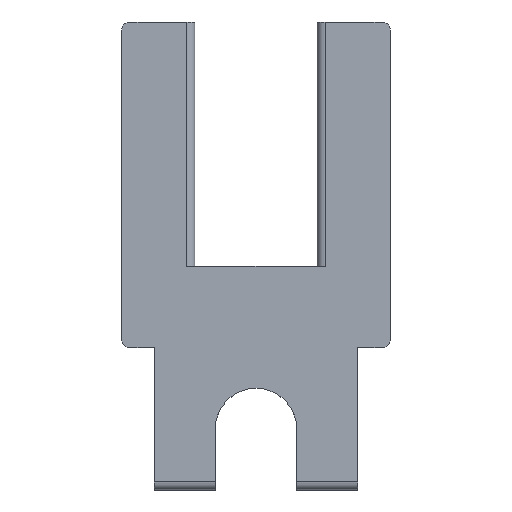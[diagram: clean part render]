
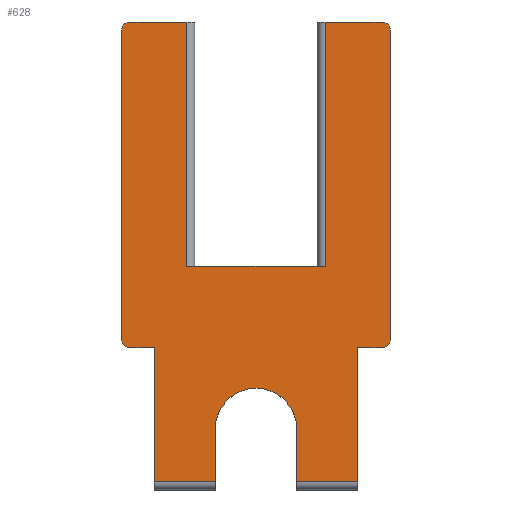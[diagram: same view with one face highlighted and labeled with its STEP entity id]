
A CAD part, top view. The second image highlights one B-rep face of the part: STEP entity #628.
In plain terms, the highlighted planar face has unit normal (0, 0, 1).
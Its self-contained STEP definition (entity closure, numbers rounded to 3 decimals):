
#25=PLANE('',#692);
#47=FACE_OUTER_BOUND('',#81,.T.);
#81=EDGE_LOOP('',(#460,#461,#462,#463,#464,#465,#466,#467,#468,#469,#470,
#471,#472,#473,#474,#475,#476,#477,#478,#479));
#122=CIRCLE('',#693,10.);
#123=CIRCLE('',#694,2.);
#124=CIRCLE('',#695,2.);
#125=CIRCLE('',#696,2.);
#126=CIRCLE('',#697,2.);
#152=LINE('',#959,#212);
#161=LINE('',#991,#221);
#163=LINE('',#995,#223);
#165=LINE('',#999,#225);
#166=LINE('',#1003,#226);
#167=LINE('',#1004,#227);
#168=LINE('',#1006,#228);
#169=LINE('',#1010,#229);
#170=LINE('',#1014,#230);
#171=LINE('',#1016,#231);
#172=LINE('',#1018,#232);
#173=LINE('',#1020,#233);
#174=LINE('',#1022,#234);
#175=LINE('',#1026,#235);
#176=LINE('',#1029,#236);
#212=VECTOR('',#763,10.);
#221=VECTOR('',#794,10.);
#223=VECTOR('',#798,10.);
#225=VECTOR('',#802,10.);
#226=VECTOR('',#805,10.);
#227=VECTOR('',#806,10.);
#228=VECTOR('',#807,10.);
#229=VECTOR('',#810,10.);
#230=VECTOR('',#813,10.);
#231=VECTOR('',#814,10.);
#232=VECTOR('',#815,10.);
#233=VECTOR('',#816,10.);
#234=VECTOR('',#817,10.);
#235=VECTOR('',#820,10.);
#236=VECTOR('',#823,10.);
#272=VERTEX_POINT('',#956);
#273=VERTEX_POINT('',#958);
#282=VERTEX_POINT('',#984);
#285=VERTEX_POINT('',#989);
#286=VERTEX_POINT('',#994);
#287=VERTEX_POINT('',#998);
#288=VERTEX_POINT('',#1000);
#289=VERTEX_POINT('',#1002);
#290=VERTEX_POINT('',#1005);
#291=VERTEX_POINT('',#1007);
#292=VERTEX_POINT('',#1009);
#293=VERTEX_POINT('',#1011);
#294=VERTEX_POINT('',#1013);
#295=VERTEX_POINT('',#1015);
#296=VERTEX_POINT('',#1017);
#297=VERTEX_POINT('',#1019);
#298=VERTEX_POINT('',#1021);
#299=VERTEX_POINT('',#1023);
#300=VERTEX_POINT('',#1025);
#301=VERTEX_POINT('',#1027);
#337=EDGE_CURVE('',#273,#272,#152,.T.);
#353=EDGE_CURVE('',#285,#282,#161,.T.);
#355=EDGE_CURVE('',#286,#282,#163,.T.);
#357=EDGE_CURVE('',#285,#287,#165,.T.);
#358=EDGE_CURVE('',#287,#288,#122,.T.);
#359=EDGE_CURVE('',#288,#289,#166,.T.);
#360=EDGE_CURVE('',#273,#289,#167,.T.);
#361=EDGE_CURVE('',#272,#290,#168,.T.);
#362=EDGE_CURVE('',#291,#290,#123,.T.);
#363=EDGE_CURVE('',#291,#292,#169,.T.);
#364=EDGE_CURVE('',#293,#292,#124,.T.);
#365=EDGE_CURVE('',#293,#294,#170,.T.);
#366=EDGE_CURVE('',#295,#294,#171,.T.);
#367=EDGE_CURVE('',#295,#296,#172,.T.);
#368=EDGE_CURVE('',#297,#296,#173,.T.);
#369=EDGE_CURVE('',#297,#298,#174,.T.);
#370=EDGE_CURVE('',#299,#298,#125,.T.);
#371=EDGE_CURVE('',#299,#300,#175,.T.);
#372=EDGE_CURVE('',#301,#300,#126,.T.);
#373=EDGE_CURVE('',#301,#286,#176,.T.);
#460=ORIENTED_EDGE('',*,*,#353,.F.);
#461=ORIENTED_EDGE('',*,*,#357,.T.);
#462=ORIENTED_EDGE('',*,*,#358,.T.);
#463=ORIENTED_EDGE('',*,*,#359,.T.);
#464=ORIENTED_EDGE('',*,*,#360,.F.);
#465=ORIENTED_EDGE('',*,*,#337,.T.);
#466=ORIENTED_EDGE('',*,*,#361,.T.);
#467=ORIENTED_EDGE('',*,*,#362,.F.);
#468=ORIENTED_EDGE('',*,*,#363,.T.);
#469=ORIENTED_EDGE('',*,*,#364,.F.);
#470=ORIENTED_EDGE('',*,*,#365,.T.);
#471=ORIENTED_EDGE('',*,*,#366,.F.);
#472=ORIENTED_EDGE('',*,*,#367,.T.);
#473=ORIENTED_EDGE('',*,*,#368,.F.);
#474=ORIENTED_EDGE('',*,*,#369,.T.);
#475=ORIENTED_EDGE('',*,*,#370,.F.);
#476=ORIENTED_EDGE('',*,*,#371,.T.);
#477=ORIENTED_EDGE('',*,*,#372,.F.);
#478=ORIENTED_EDGE('',*,*,#373,.T.);
#479=ORIENTED_EDGE('',*,*,#355,.T.);
#628=ADVANCED_FACE('',(#47),#25,.T.);
#692=AXIS2_PLACEMENT_3D('',#997,#800,#801);
#693=AXIS2_PLACEMENT_3D('',#1001,#803,#804);
#694=AXIS2_PLACEMENT_3D('',#1008,#808,#809);
#695=AXIS2_PLACEMENT_3D('',#1012,#811,#812);
#696=AXIS2_PLACEMENT_3D('',#1024,#818,#819);
#697=AXIS2_PLACEMENT_3D('',#1028,#821,#822);
#763=DIRECTION('',(0.,1.,0.));
#794=DIRECTION('',(-1.,0.,0.));
#798=DIRECTION('',(0.,-1.,0.));
#800=DIRECTION('center_axis',(0.,0.,1.));
#801=DIRECTION('ref_axis',(1.,0.,0.));
#802=DIRECTION('',(0.,1.,0.));
#803=DIRECTION('center_axis',(0.,0.,-1.));
#804=DIRECTION('ref_axis',(1.,0.,0.));
#805=DIRECTION('',(0.,-1.,0.));
#806=DIRECTION('',(-1.,0.,0.));
#807=DIRECTION('',(1.,0.,0.));
#808=DIRECTION('center_axis',(0.,0.,-1.));
#809=DIRECTION('ref_axis',(0.707,-0.707,0.));
#810=DIRECTION('',(0.,1.,0.));
#811=DIRECTION('center_axis',(0.,0.,-1.));
#812=DIRECTION('ref_axis',(0.707,0.707,0.));
#813=DIRECTION('',(-1.,0.,0.));
#814=DIRECTION('',(0.,1.,0.));
#815=DIRECTION('',(-1.,0.,0.));
#816=DIRECTION('',(0.,-1.,0.));
#817=DIRECTION('',(-1.,0.,0.));
#818=DIRECTION('center_axis',(0.,0.,-1.));
#819=DIRECTION('ref_axis',(-0.707,0.707,0.));
#820=DIRECTION('',(0.,-1.,0.));
#821=DIRECTION('center_axis',(0.,0.,-1.));
#822=DIRECTION('ref_axis',(-0.707,-0.707,0.));
#823=DIRECTION('',(1.,0.,0.));
#956=CARTESIAN_POINT('',(58.,0.,30.));
#958=CARTESIAN_POINT('',(58.,-33.,30.));
#959=CARTESIAN_POINT('',(58.,0.,30.));
#984=CARTESIAN_POINT('',(8.,-33.,30.));
#989=CARTESIAN_POINT('',(23.,-33.,30.));
#991=CARTESIAN_POINT('',(20.5,-33.,30.));
#994=CARTESIAN_POINT('',(8.,0.,30.));
#995=CARTESIAN_POINT('',(8.,-35.,30.));
#997=CARTESIAN_POINT('Origin',(33.,24.165,30.));
#998=CARTESIAN_POINT('',(23.,-20.,30.));
#999=CARTESIAN_POINT('',(23.,-20.,30.));
#1000=CARTESIAN_POINT('',(43.,-20.,30.));
#1001=CARTESIAN_POINT('Origin',(33.,-20.,30.));
#1002=CARTESIAN_POINT('',(43.,-33.,30.));
#1003=CARTESIAN_POINT('',(43.,-35.,30.));
#1004=CARTESIAN_POINT('',(38.,-33.,30.));
#1005=CARTESIAN_POINT('',(64.,0.,30.));
#1006=CARTESIAN_POINT('',(66.,0.,30.));
#1007=CARTESIAN_POINT('',(66.,2.,30.));
#1008=CARTESIAN_POINT('Origin',(64.,2.,30.));
#1009=CARTESIAN_POINT('',(66.,78.,30.));
#1010=CARTESIAN_POINT('',(66.,80.,30.));
#1011=CARTESIAN_POINT('',(64.,80.,30.));
#1012=CARTESIAN_POINT('Origin',(64.,78.,30.));
#1013=CARTESIAN_POINT('',(50.,80.,30.));
#1014=CARTESIAN_POINT('',(48.,80.,30.));
#1015=CARTESIAN_POINT('',(50.,20.,30.));
#1016=CARTESIAN_POINT('',(50.,52.083,30.));
#1017=CARTESIAN_POINT('',(16.,20.,30.));
#1018=CARTESIAN_POINT('',(18.,20.,30.));
#1019=CARTESIAN_POINT('',(16.,80.,30.));
#1020=CARTESIAN_POINT('',(16.,22.083,30.));
#1021=CARTESIAN_POINT('',(2.,80.,30.));
#1022=CARTESIAN_POINT('',(0.,80.,30.));
#1023=CARTESIAN_POINT('',(0.,78.,30.));
#1024=CARTESIAN_POINT('Origin',(2.,78.,30.));
#1025=CARTESIAN_POINT('',(0.,2.,30.));
#1026=CARTESIAN_POINT('',(0.,0.,30.));
#1027=CARTESIAN_POINT('',(2.,0.,30.));
#1028=CARTESIAN_POINT('Origin',(2.,2.,30.));
#1029=CARTESIAN_POINT('',(8.,0.,30.));
